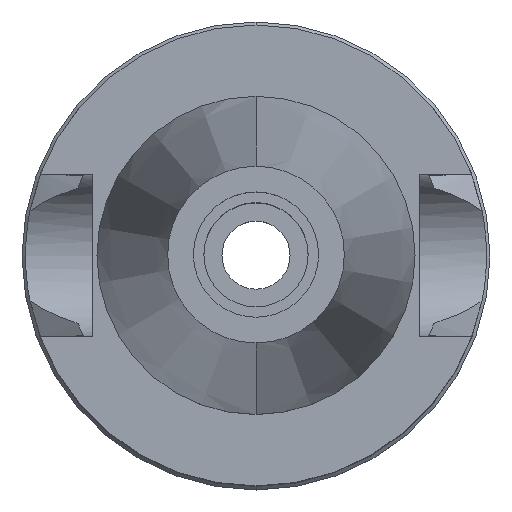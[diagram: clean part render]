
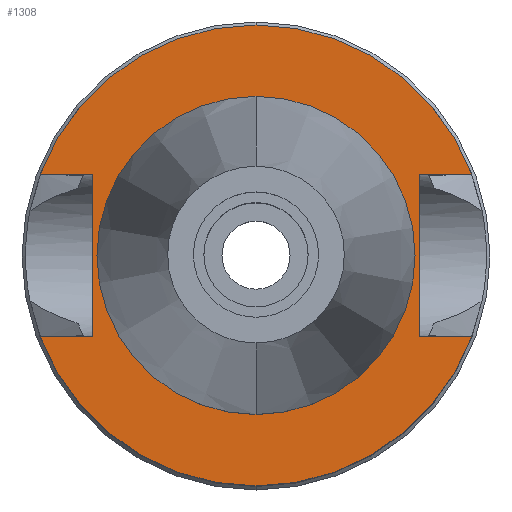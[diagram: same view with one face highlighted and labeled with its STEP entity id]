
A CAD part, top view. The second image highlights one B-rep face of the part: STEP entity #1308.
In plain terms, the highlighted planar face has unit normal (0, 0, 1).
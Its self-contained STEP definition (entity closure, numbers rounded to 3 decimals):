
#94=DIRECTION('',(0.,1.,0.));
#95=VECTOR('',#94,16.1);
#96=CARTESIAN_POINT('',(-16.3,-8.05,-1.));
#97=LINE('',#96,#95);
#101=DIRECTION('',(-1.,0.,0.));
#102=VECTOR('',#101,5.245);
#103=CARTESIAN_POINT('',(-16.3,8.05,-1.));
#104=LINE('',#103,#102);
#108=CARTESIAN_POINT('',(0.,0.,-1.));
#109=DIRECTION('',(0.,0.,-1.));
#110=DIRECTION('',(-0.937,0.35,0.));
#111=AXIS2_PLACEMENT_3D('',#108,#109,#110);
#116=CARTESIAN_POINT('',(0.,0.,-1.));
#117=DIRECTION('',(0.,0.,-1.));
#118=DIRECTION('',(0.,1.,0.));
#119=AXIS2_PLACEMENT_3D('',#116,#117,#118);
#124=DIRECTION('',(0.,-1.,0.));
#125=VECTOR('',#124,16.1);
#126=CARTESIAN_POINT('',(16.3,8.05,-1.));
#127=LINE('',#126,#125);
#131=DIRECTION('',(1.,0.,0.));
#132=VECTOR('',#131,5.245);
#133=CARTESIAN_POINT('',(16.3,-8.05,-1.));
#134=LINE('',#133,#132);
#138=CARTESIAN_POINT('',(0.,0.,-1.));
#139=DIRECTION('',(0.,0.,-1.));
#140=DIRECTION('',(0.937,-0.35,0.));
#141=AXIS2_PLACEMENT_3D('',#138,#139,#140);
#146=CARTESIAN_POINT('',(0.,0.,-1.));
#147=DIRECTION('',(0.,0.,-1.));
#148=DIRECTION('',(0.,-1.,0.));
#149=AXIS2_PLACEMENT_3D('',#146,#147,#148);
#154=CARTESIAN_POINT('',(0.,0.,-1.));
#155=DIRECTION('',(0.,0.,1.));
#156=DIRECTION('',(0.,-1.,0.));
#157=AXIS2_PLACEMENT_3D('',#154,#155,#156);
#162=CARTESIAN_POINT('',(0.,0.,-1.));
#163=DIRECTION('',(0.,0.,1.));
#164=DIRECTION('',(0.,1.,0.));
#165=AXIS2_PLACEMENT_3D('',#162,#163,#164);
#210=DIRECTION('',(-1.,0.,0.));
#211=VECTOR('',#210,5.245);
#212=CARTESIAN_POINT('',(-16.3,-8.05,-1.));
#213=LINE('',#212,#211);
#333=DIRECTION('',(1.,0.,0.));
#334=VECTOR('',#333,5.245);
#335=CARTESIAN_POINT('',(16.3,8.05,-1.));
#336=LINE('',#335,#334);
#1169=CARTESIAN_POINT('',(-16.3,-8.05,-1.));
#1170=VERTEX_POINT('',#1169);
#1171=CARTESIAN_POINT('',(-21.545,-8.05,-1.));
#1172=VERTEX_POINT('',#1171);
#1173=CARTESIAN_POINT('',(-16.3,8.05,-1.));
#1174=VERTEX_POINT('',#1173);
#1175=CARTESIAN_POINT('',(-21.545,8.05,-1.));
#1176=VERTEX_POINT('',#1175);
#1177=CARTESIAN_POINT('',(0.,23.,-1.));
#1178=CARTESIAN_POINT('',(21.545,8.05,-1.));
#1179=VERTEX_POINT('',#1177);
#1180=VERTEX_POINT('',#1178);
#1181=CARTESIAN_POINT('',(16.3,8.05,-1.));
#1182=VERTEX_POINT('',#1181);
#1183=CARTESIAN_POINT('',(16.3,-8.05,-1.));
#1184=VERTEX_POINT('',#1183);
#1185=CARTESIAN_POINT('',(21.545,-8.05,-1.));
#1186=VERTEX_POINT('',#1185);
#1187=CARTESIAN_POINT('',(0.,-23.,-1.));
#1188=VERTEX_POINT('',#1187);
#1189=CARTESIAN_POINT('',(0.,-15.875,-1.));
#1190=CARTESIAN_POINT('',(0.,15.875,-1.));
#1191=VERTEX_POINT('',#1189);
#1192=VERTEX_POINT('',#1190);
#1277=CARTESIAN_POINT('',(0.,0.,-1.));
#1278=DIRECTION('',(0.,0.,-1.));
#1279=DIRECTION('',(0.,-1.,0.));
#1280=AXIS2_PLACEMENT_3D('',#1277,#1278,#1279);
#1281=PLANE('',#1280);
#1283=ORIENTED_EDGE('',*,*,#1282,.T.);
#1285=ORIENTED_EDGE('',*,*,#1284,.T.);
#1287=ORIENTED_EDGE('',*,*,#1286,.T.);
#1289=ORIENTED_EDGE('',*,*,#1288,.T.);
#1291=ORIENTED_EDGE('',*,*,#1290,.F.);
#1293=ORIENTED_EDGE('',*,*,#1292,.T.);
#1295=ORIENTED_EDGE('',*,*,#1294,.T.);
#1297=ORIENTED_EDGE('',*,*,#1296,.T.);
#1299=ORIENTED_EDGE('',*,*,#1298,.T.);
#1301=ORIENTED_EDGE('',*,*,#1300,.F.);
#1302=EDGE_LOOP('',(#1283,#1285,#1287,#1289,#1291,#1293,#1295,#1297,#1299,
#1301));
#1303=FACE_OUTER_BOUND('',#1302,.F.);
#1304=ORIENTED_EDGE('',*,*,#1256,.T.);
#1305=ORIENTED_EDGE('',*,*,#1272,.T.);
#1306=EDGE_LOOP('',(#1304,#1305));
#1307=FACE_BOUND('',#1306,.F.);
#112=CIRCLE('',#111,23.);
#120=CIRCLE('',#119,23.);
#142=CIRCLE('',#141,23.);
#150=CIRCLE('',#149,23.);
#158=CIRCLE('',#157,15.875);
#166=CIRCLE('',#165,15.875);
#1256=EDGE_CURVE('',#1191,#1192,#158,.T.);
#1272=EDGE_CURVE('',#1192,#1191,#166,.T.);
#1282=EDGE_CURVE('',#1170,#1174,#97,.T.);
#1284=EDGE_CURVE('',#1174,#1176,#104,.T.);
#1286=EDGE_CURVE('',#1176,#1179,#112,.T.);
#1288=EDGE_CURVE('',#1179,#1180,#120,.T.);
#1290=EDGE_CURVE('',#1182,#1180,#336,.T.);
#1292=EDGE_CURVE('',#1182,#1184,#127,.T.);
#1294=EDGE_CURVE('',#1184,#1186,#134,.T.);
#1296=EDGE_CURVE('',#1186,#1188,#142,.T.);
#1298=EDGE_CURVE('',#1188,#1172,#150,.T.);
#1300=EDGE_CURVE('',#1170,#1172,#213,.T.);
#1308=ADVANCED_FACE('',(#1303,#1307),#1281,.F.);
